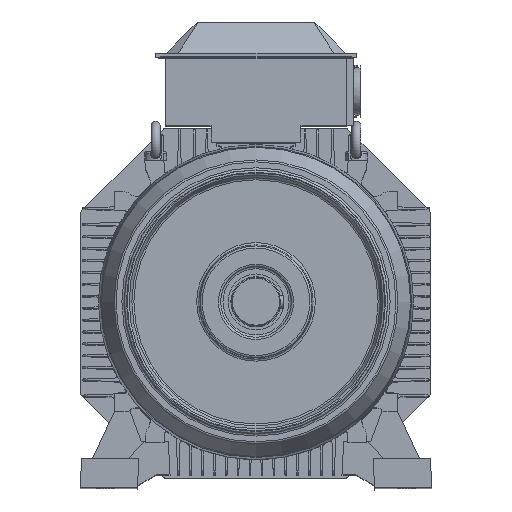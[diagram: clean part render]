
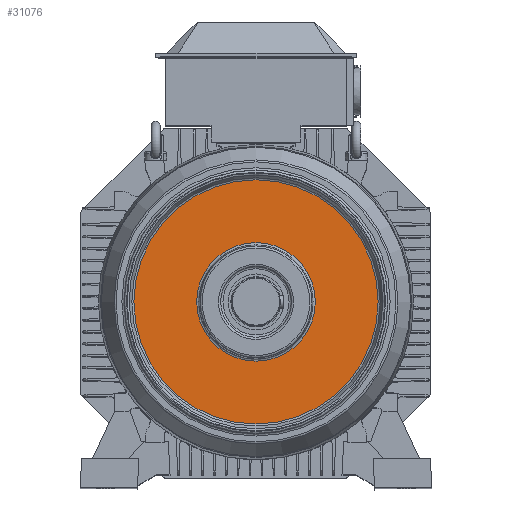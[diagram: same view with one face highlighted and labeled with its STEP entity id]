
A CAD part, top view. The second image highlights one B-rep face of the part: STEP entity #31076.
In plain terms, the highlighted planar face has unit normal (0, 0, 1).
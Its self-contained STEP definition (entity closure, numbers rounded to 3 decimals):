
#31045=CARTESIAN_POINT('',(0.,79.7,59.729));
#31046=VERTEX_POINT('',#31045);
#31047=CARTESIAN_POINT('',(0.,0.,59.729));
#31048=DIRECTION('',(0.,0.,1.));
#31049=DIRECTION('',(0.559,0.829,0.));
#31050=AXIS2_PLACEMENT_3D('',#31047,#31048,#31049);
#31051=CIRCLE('',#31050,79.7);
#31052=EDGE_CURVE('',#31046,#31046,#31051,.T.);
#31057=CARTESIAN_POINT('',(0.,-180.576,59.729));
#31058=DIRECTION('',(0.0,0.0,1.0));
#31059=DIRECTION('',(1.0,0.0,0.0));
#31060=AXIS2_PLACEMENT_3D('',#31057,#31058,#31059);
#31061=PLANE('',#31060);
#31062=CARTESIAN_POINT('',(0.,164.16,59.729));
#31063=VERTEX_POINT('',#31062);
#31064=CARTESIAN_POINT('',(0.,0.,59.729));
#31065=DIRECTION('',(0.0,0.0,1.0));
#31066=DIRECTION('',(0.559,0.829,0.0));
#31067=AXIS2_PLACEMENT_3D('',#31064,#31065,#31066);
#31068=CIRCLE('',#31067,164.16);
#31069=EDGE_CURVE('',#31063,#31063,#31068,.T.);
#31070=ORIENTED_EDGE('',*,*,#31069,.T.);
#31071=EDGE_LOOP('',(#31070));
#31072=FACE_OUTER_BOUND('',#31071,.T.);
#31073=ORIENTED_EDGE('',*,*,#31052,.F.);
#31074=EDGE_LOOP('',(#31073));
#31075=FACE_BOUND('',#31074,.T.);
#31076=ADVANCED_FACE('',(#31072,#31075),#31061,.T.);
